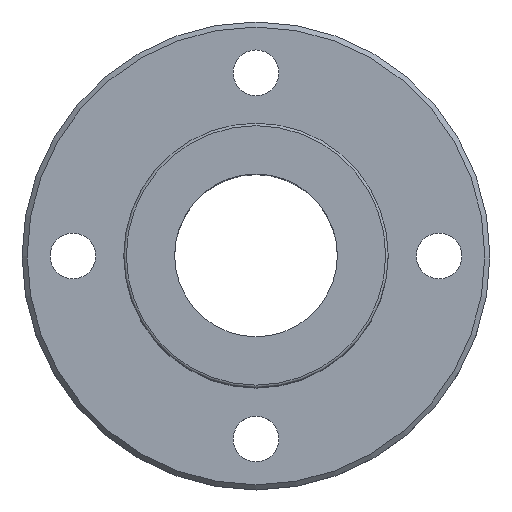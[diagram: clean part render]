
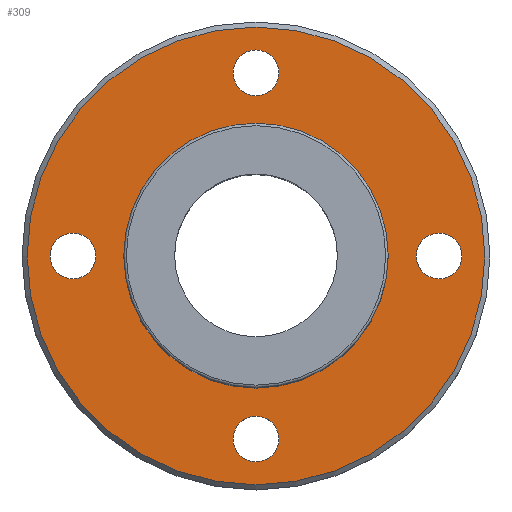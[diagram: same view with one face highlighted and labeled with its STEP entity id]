
A CAD part, top view. The second image highlights one B-rep face of the part: STEP entity #309.
In plain terms, the highlighted planar face has unit normal (0, 0, 1).
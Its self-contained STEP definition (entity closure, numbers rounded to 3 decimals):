
#23=FACE_BOUND('',#111,.T.);
#24=FACE_BOUND('',#112,.T.);
#25=FACE_BOUND('',#113,.T.);
#26=FACE_BOUND('',#114,.T.);
#27=FACE_BOUND('',#115,.T.);
#34=PLANE('',#364);
#83=FACE_OUTER_BOUND('',#110,.T.);
#110=EDGE_LOOP('',(#251));
#111=EDGE_LOOP('',(#252));
#112=EDGE_LOOP('',(#253));
#113=EDGE_LOOP('',(#254));
#114=EDGE_LOOP('',(#255));
#115=EDGE_LOOP('',(#256));
#136=CIRCLE('',#348,13.);
#146=CIRCLE('',#363,22.5);
#147=CIRCLE('',#365,2.25);
#148=CIRCLE('',#366,2.25);
#149=CIRCLE('',#367,2.25);
#150=CIRCLE('',#368,2.25);
#161=VERTEX_POINT('',#507);
#171=VERTEX_POINT('',#535);
#172=VERTEX_POINT('',#539);
#173=VERTEX_POINT('',#541);
#174=VERTEX_POINT('',#543);
#175=VERTEX_POINT('',#545);
#188=EDGE_CURVE('',#161,#161,#136,.T.);
#201=EDGE_CURVE('',#171,#171,#146,.T.);
#202=EDGE_CURVE('',#172,#172,#147,.T.);
#203=EDGE_CURVE('',#173,#173,#148,.T.);
#204=EDGE_CURVE('',#174,#174,#149,.T.);
#205=EDGE_CURVE('',#175,#175,#150,.T.);
#251=ORIENTED_EDGE('',*,*,#201,.F.);
#252=ORIENTED_EDGE('',*,*,#188,.T.);
#253=ORIENTED_EDGE('',*,*,#202,.T.);
#254=ORIENTED_EDGE('',*,*,#203,.T.);
#255=ORIENTED_EDGE('',*,*,#204,.T.);
#256=ORIENTED_EDGE('',*,*,#205,.T.);
#309=ADVANCED_FACE('',(#83,#23,#24,#25,#26,#27),#34,.F.);
#348=AXIS2_PLACEMENT_3D('',#509,#403,#404);
#363=AXIS2_PLACEMENT_3D('',#537,#436,#437);
#364=AXIS2_PLACEMENT_3D('',#538,#438,#439);
#365=AXIS2_PLACEMENT_3D('',#540,#440,#441);
#366=AXIS2_PLACEMENT_3D('',#542,#442,#443);
#367=AXIS2_PLACEMENT_3D('',#544,#444,#445);
#368=AXIS2_PLACEMENT_3D('',#546,#446,#447);
#403=DIRECTION('center_axis',(0.,0.,-1.));
#404=DIRECTION('ref_axis',(-1.,0.,0.));
#436=DIRECTION('center_axis',(0.,0.,-1.));
#437=DIRECTION('ref_axis',(-1.,0.,0.));
#438=DIRECTION('center_axis',(0.,0.,-1.));
#439=DIRECTION('ref_axis',(-1.,0.,0.));
#440=DIRECTION('center_axis',(0.,0.,-1.));
#441=DIRECTION('ref_axis',(-1.,0.,0.));
#442=DIRECTION('center_axis',(0.,0.,-1.));
#443=DIRECTION('ref_axis',(-1.,0.,0.));
#444=DIRECTION('center_axis',(0.,0.,-1.));
#445=DIRECTION('ref_axis',(-1.,0.,0.));
#446=DIRECTION('center_axis',(0.,0.,-1.));
#447=DIRECTION('ref_axis',(-1.,0.,0.));
#507=CARTESIAN_POINT('',(13.,0.,6.));
#509=CARTESIAN_POINT('Origin',(0.,0.,6.));
#535=CARTESIAN_POINT('',(22.5,0.,6.));
#537=CARTESIAN_POINT('Origin',(0.,0.,6.));
#538=CARTESIAN_POINT('Origin',(0.,0.,6.));
#539=CARTESIAN_POINT('',(20.25,0.,6.));
#540=CARTESIAN_POINT('Origin',(18.,0.,6.));
#541=CARTESIAN_POINT('',(2.25,18.,6.));
#542=CARTESIAN_POINT('Origin',(0.,18.,6.));
#543=CARTESIAN_POINT('',(-15.75,0.,6.));
#544=CARTESIAN_POINT('Origin',(-18.,0.,6.));
#545=CARTESIAN_POINT('',(2.25,-18.,6.));
#546=CARTESIAN_POINT('Origin',(0.,-18.,6.));
